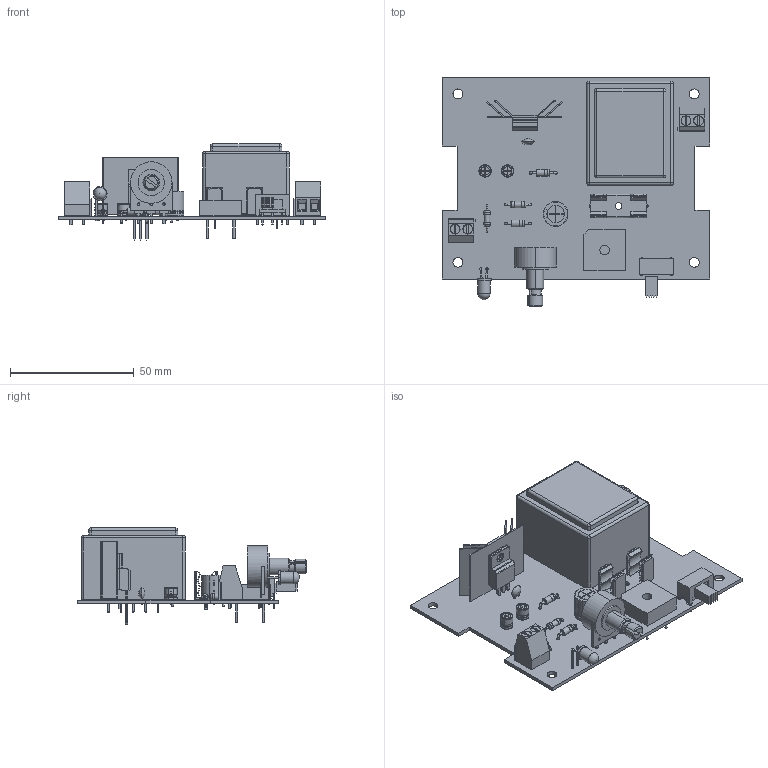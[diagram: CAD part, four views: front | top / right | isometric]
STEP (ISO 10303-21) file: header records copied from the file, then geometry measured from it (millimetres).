
FILE_DESCRIPTION(('KiCad electronic assembly'),'2;1');
FILE_NAME('tpfinal.step','2025-10-17T18:01:59',('Pcbnew'),('Kicad'), 'Open CASCADE STEP processor 7.9','KiCad to STEP converter','Unknown' );
FILE_SCHEMA(('AUTOMOTIVE_DESIGN { 1 0 10303 214 1 1 1 1 }'));
Length unit declared in the file: millimetre
Products named in the file (18): tpfinal 1; Fuseholder_Cylinder-5x20mm_Schurter_0031_8201_Horizontal_Open; Transformer_Breve_TEZ-35x42; Transformer_Breve_TEZ_35x043; Transformer_Breve_TEZ_35x42; R_Axial_DIN0207_L6.3mm_D2.5mm_P10.16mm_Horizontal; C_Disc_D5.0mm_W2.5mm_P2.50mm; CP_Radial_D5.0mm_P2.00mm; TerminalBlock_Phoenix_MKDS-1,5-2-5.08_1x02_P5.08mm_Horizontal; Diode_Bridge_16.7x16.7x6.3mm_P10.8mm; D_DO-41_SOD81_P10.16mm_Horizontal; SW_E-Switch_EG1224_SPDT_Angled; TO-220-3_Vertical; DISIPADOR; CP_Radial_D10.0mm_P5.00mm; User_Library-Potentiometer; LED_D5.0mm_Horizontal_O3.81mm_Z9.0mm; tpfinal_PCB
Assembly tree (21 placements, depth 3):
  tpfinal 1
    Fuseholder_Cylinder-5x20mm_Schurter_0031_8201_Horizontal_Open
    Transformer_Breve_TEZ-35x42
      Transformer_Breve_TEZ_35x043
      Transformer_Breve_TEZ_35x42
    R_Axial_DIN0207_L6.3mm_D2.5mm_P10.16mm_Horizontal  x2
    C_Disc_D5.0mm_W2.5mm_P2.50mm
    CP_Radial_D5.0mm_P2.00mm  x2
    TerminalBlock_Phoenix_MKDS-1,5-2-5.08_1x02_P5.08mm_Horizontal  x2
    Diode_Bridge_16.7x16.7x6.3mm_P10.8mm
    D_DO-41_SOD81_P10.16mm_Horizontal  x2
    SW_E-Switch_EG1224_SPDT_Angled
    TO-220-3_Vertical
    DISIPADOR
    CP_Radial_D10.0mm_P5.00mm
    User_Library-Potentiometer
    LED_D5.0mm_Horizontal_O3.81mm_Z9.0mm
    tpfinal_PCB
Bounding box: 108.11 x 92.75 x 38.85 mm (x, y, z)
Volume: 64636.8 mm3; surface area: 38696 mm2
Topology: 29 solids, 32 shells, 1013 faces, 2543 edges, 1623 vertices
Faces by surface type: plane 658, cylinder 262, bspline 33, revolution 23, torus 18, sphere 11, cone 8
Full cylindrical faces by diameter (mm): 0.002 x1, 0.5 x6, 0.6 x8, 0.692 x9, 0.7 x2, 0.8 x18, 0.9 x18, 1 x2, 1.1 x11, 1.2 x4, 1.3 x9, 2.25 x2, 2.5 x4, 2.7 x6, 2.72 x2, 3.735 x1, 3.8 x4, 3.9 x1, 4 x8, 5 x1
Entity records: 31621 total; most frequent: CARTESIAN_POINT 6092, DIRECTION 4338, ORIENTED_EDGE 4274, EDGE_CURVE 2137, LINE 1482, VECTOR 1482, AXIS2_PLACEMENT_3D 1419, VERTEX_POINT 1380
